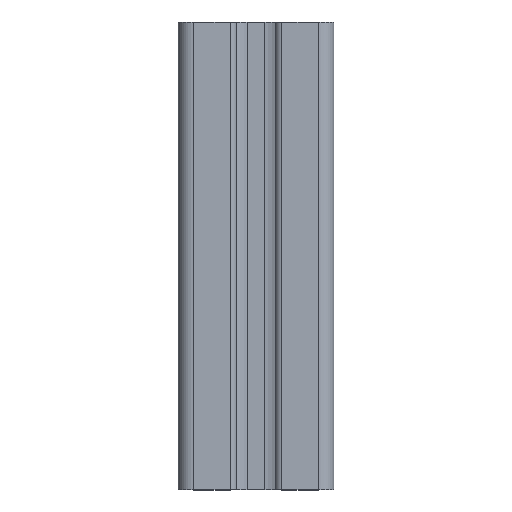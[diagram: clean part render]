
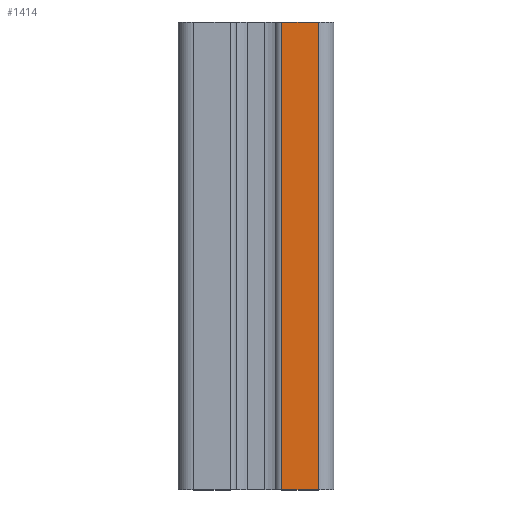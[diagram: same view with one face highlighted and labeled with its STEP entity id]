
A CAD part, top view. The second image highlights one B-rep face of the part: STEP entity #1414.
In plain terms, the highlighted planar face has unit normal (0, 0, 1).
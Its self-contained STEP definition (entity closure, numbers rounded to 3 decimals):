
#57=FACE_OUTER_BOUND('',#133,.T.);
#133=EDGE_LOOP('',(#1016,#1017,#1018,#1019));
#222=LINE('',#2164,#367);
#245=LINE('',#2250,#390);
#246=LINE('',#2254,#391);
#247=LINE('',#2255,#392);
#367=VECTOR('',#1703,10.);
#390=VECTOR('',#1770,1000.);
#391=VECTOR('',#1775,1000.);
#392=VECTOR('',#1776,1000.);
#603=VERTEX_POINT('',#2161);
#604=VERTEX_POINT('',#2163);
#645=VERTEX_POINT('',#2249);
#646=VERTEX_POINT('',#2253);
#749=EDGE_CURVE('',#604,#603,#222,.T.);
#792=EDGE_CURVE('',#604,#645,#245,.T.);
#794=EDGE_CURVE('',#603,#646,#246,.T.);
#795=EDGE_CURVE('',#646,#645,#247,.T.);
#1016=ORIENTED_EDGE('',*,*,#749,.T.);
#1017=ORIENTED_EDGE('',*,*,#794,.T.);
#1018=ORIENTED_EDGE('',*,*,#795,.T.);
#1019=ORIENTED_EDGE('',*,*,#792,.F.);
#1375=PLANE('',#1541);
#1414=ADVANCED_FACE('',(#57),#1375,.F.);
#1541=AXIS2_PLACEMENT_3D('',#2252,#1773,#1774);
#1703=DIRECTION('',(1.,0.,0.));
#1770=DIRECTION('',(0.,1.,0.));
#1773=DIRECTION('center_axis',(0.,0.,
-1.));
#1774=DIRECTION('ref_axis',(1.,0.,0.));
#1775=DIRECTION('',(0.,1.,0.));
#1776=DIRECTION('',(-1.,0.,0.));
#2161=CARTESIAN_POINT('',(18.,-70.,10.));
#2163=CARTESIAN_POINT('',(13.3,-70.,10.));
#2164=CARTESIAN_POINT('',(10.25,-70.,10.));
#2249=CARTESIAN_POINT('',(13.3,-10.,10.));
#2250=CARTESIAN_POINT('',(13.3,-6010.,10.));
#2252=CARTESIAN_POINT('Origin',(13.3,-6010.,10.));
#2253=CARTESIAN_POINT('',(18.,-10.,10.));
#2254=CARTESIAN_POINT('',(18.,-6010.,10.));
#2255=CARTESIAN_POINT('',(13.3,-10.,10.));
